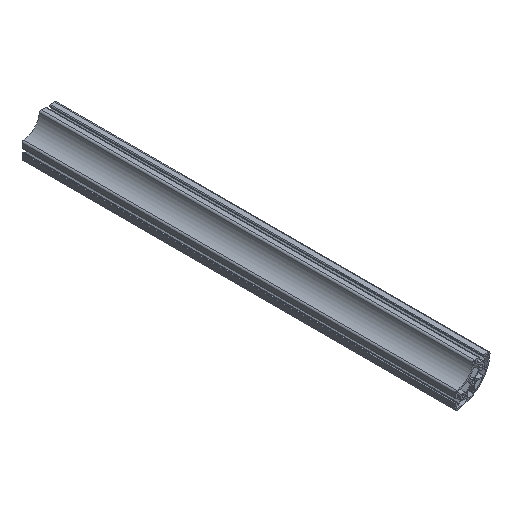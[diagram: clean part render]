
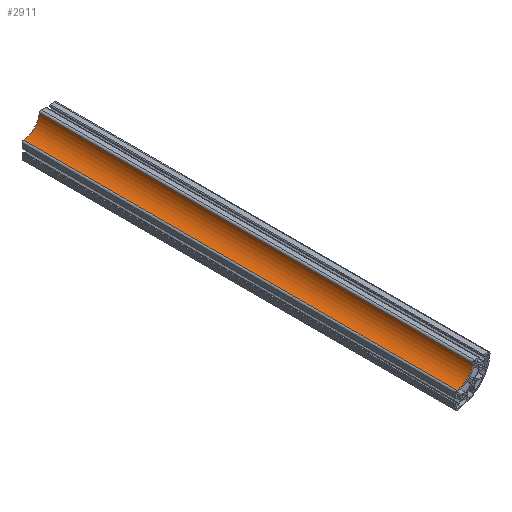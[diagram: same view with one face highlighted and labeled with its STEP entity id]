
A CAD part, isometric view. The second image highlights one B-rep face of the part: STEP entity #2911.
In plain terms, the highlighted cylindrical face has radius 40 mm (diameter 80 mm), a partial arc.
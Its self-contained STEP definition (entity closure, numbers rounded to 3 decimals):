
#209=FACE_OUTER_BOUND($,#359,.T.);
#359=EDGE_LOOP($,(#2297,#2298,#2299,#2300));
#599=LINE($,#4969,#835);
#600=LINE($,#4975,#836);
#835=VECTOR($,#4077,1000.);
#836=VECTOR($,#4084,1000.);
#1049=CIRCLE($,#3236,40.);
#1050=CIRCLE($,#3237,40.);
#1325=VERTEX_POINT($,#4965);
#1326=VERTEX_POINT($,#4967);
#1327=VERTEX_POINT($,#4971);
#1328=VERTEX_POINT($,#4973);
#1739=EDGE_CURVE($,#1325,#1326,#599,.T.);
#1740=EDGE_CURVE($,#1327,#1325,#1049,.T.);
#1741=EDGE_CURVE($,#1328,#1326,#1050,.T.);
#1742=EDGE_CURVE($,#1327,#1328,#600,.T.);
#2297=ORIENTED_EDGE($,*,*,#1740,.T.);
#2298=ORIENTED_EDGE($,*,*,#1739,.T.);
#2299=ORIENTED_EDGE($,*,*,#1741,.F.);
#2300=ORIENTED_EDGE($,*,*,#1742,.F.);
#2773=CYLINDRICAL_SURFACE($,#3235,40.);
#2911=ADVANCED_FACE($,(#209),#2773,.F.);
#3235=AXIS2_PLACEMENT_3D($,#4970,#4078,#4079);
#3236=AXIS2_PLACEMENT_3D($,#4972,#4080,#4081);
#3237=AXIS2_PLACEMENT_3D($,#4974,#4082,#4083);
#4077=DIRECTION($,(0.,1.,0.));
#4078=DIRECTION('center_axis',(0.,1.,0.));
#4079=DIRECTION('ref_axis',(-0.996,0.,0.087));
#4080=DIRECTION('center_axis',(0.,-1.,0.));
#4081=DIRECTION('ref_axis',(-0.996,0.,0.087));
#4082=DIRECTION('center_axis',(0.,-1.,0.));
#4083=DIRECTION('ref_axis',(-0.996,0.,0.087));
#4084=DIRECTION($,(0.,1.,0.));
#4965=CARTESIAN_POINT('',(-21.895,0.,8.598));
#4967=CARTESIAN_POINT('',(-21.895,1000.,8.598));
#4969=CARTESIAN_POINT($,(-21.895,0.,8.598));
#4970=CARTESIAN_POINT('Origin',(-61.743,0.,12.077));
#4971=CARTESIAN_POINT('',(-58.264,0.,-27.771));
#4972=CARTESIAN_POINT('Origin',(-61.743,0.,12.077));
#4973=CARTESIAN_POINT('',(-58.264,1000.,-27.771));
#4974=CARTESIAN_POINT('Origin',(-61.743,1000.,12.077));
#4975=CARTESIAN_POINT($,(-58.264,0.,-27.771));
